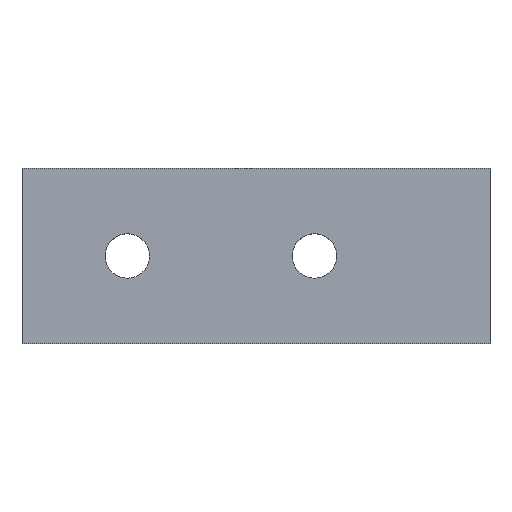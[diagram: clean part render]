
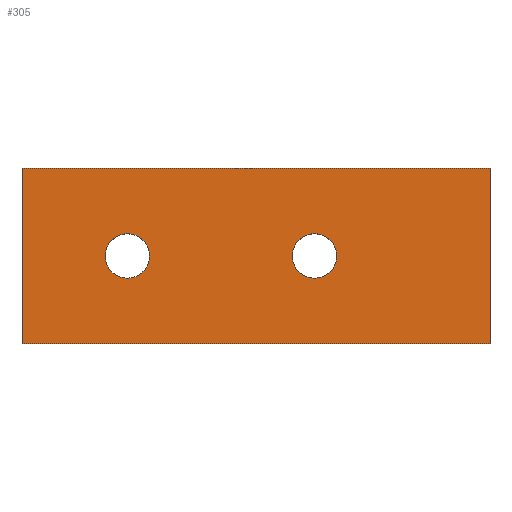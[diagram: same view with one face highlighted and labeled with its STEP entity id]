
A CAD part, top view. The second image highlights one B-rep face of the part: STEP entity #305.
In plain terms, the highlighted planar face has unit normal (0, 0, 1).
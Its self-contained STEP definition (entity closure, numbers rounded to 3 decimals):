
#4 = CARTESIAN_POINT ( 'NONE',  ( 100., -75., 0. ) ) ;
#7 = AXIS2_PLACEMENT_3D ( 'NONE', #472, #68, #73 ) ;
#18 = CARTESIAN_POINT ( 'NONE',  ( -100., -75., 0. ) ) ;
#24 = EDGE_CURVE ( 'NONE', #445, #424, #456, .T. ) ;
#31 = VERTEX_POINT ( 'NONE', #18 ) ;
#57 = DIRECTION ( 'NONE',  ( 1., 0., 0. ) ) ;
#68 = DIRECTION ( 'NONE',  ( 0., 0., 1. ) ) ;
#73 = DIRECTION ( 'NONE',  ( 0., -1., 0. ) ) ;
#78 = DIRECTION ( 'NONE',  ( 0., -1., 0. ) ) ;
#96 = AXIS2_PLACEMENT_3D ( 'NONE', #224, #528, #57 ) ;
#97 = VECTOR ( 'NONE', #441, 1000. ) ;
#106 = EDGE_CURVE ( 'NONE', #380, #537, #185, .T. ) ;
#110 = VERTEX_POINT ( 'NONE', #534 ) ;
#115 = PLANE ( 'NONE',  #7 ) ;
#120 = CARTESIAN_POINT ( 'NONE',  ( -100., -75., 0. ) ) ;
#126 = LINE ( 'NONE', #304, #97 ) ;
#132 = VERTEX_POINT ( 'NONE', #490 ) ;
#135 = DIRECTION ( 'NONE',  ( 1., 0., 0. ) ) ;
#141 = CARTESIAN_POINT ( 'NONE',  ( 15.5, -37.5, 0. ) ) ;
#146 = ORIENTED_EDGE ( 'NONE', *, *, #172, .F. ) ;
#152 = EDGE_LOOP ( 'NONE', ( #169, #191 ) ) ;
#156 = VECTOR ( 'NONE', #518, 1000. ) ;
#166 = VECTOR ( 'NONE', #480, 1000. ) ;
#169 = ORIENTED_EDGE ( 'NONE', *, *, #24, .F. ) ;
#172 = EDGE_CURVE ( 'NONE', #537, #380, #529, .T. ) ;
#173 = EDGE_LOOP ( 'NONE', ( #521, #508, #256, #462 ) ) ;
#176 = CIRCLE ( 'NONE', #495, 9.5 ) ;
#185 = CIRCLE ( 'NONE', #339, 9.5 ) ;
#191 = ORIENTED_EDGE ( 'NONE', *, *, #233, .F. ) ;
#216 = LINE ( 'NONE', #120, #156 ) ;
#224 = CARTESIAN_POINT ( 'NONE',  ( -55., -37.5, 0. ) ) ;
#233 = EDGE_CURVE ( 'NONE', #424, #445, #176, .T. ) ;
#236 = CARTESIAN_POINT ( 'NONE',  ( 25., -37.5, 0. ) ) ;
#255 = CARTESIAN_POINT ( 'NONE',  ( -100., 0., 0. ) ) ;
#256 = ORIENTED_EDGE ( 'NONE', *, *, #436, .T. ) ;
#261 = CARTESIAN_POINT ( 'NONE',  ( -100., 0., 0. ) ) ;
#264 = VECTOR ( 'NONE', #78, 1000. ) ;
#304 = CARTESIAN_POINT ( 'NONE',  ( 100., 0., 0. ) ) ;
#305 = ADVANCED_FACE ( 'NONE', ( #511, #375, #465 ), #115, .T. ) ;
#310 = CARTESIAN_POINT ( 'NONE',  ( -45.5, -37.5, 0. ) ) ;
#339 = AXIS2_PLACEMENT_3D ( 'NONE', #457, #525, #135 ) ;
#350 = LINE ( 'NONE', #255, #166 ) ;
#375 = FACE_BOUND ( 'NONE', #434, .T. ) ;
#377 = EDGE_CURVE ( 'NONE', #132, #429, #126, .T. ) ;
#380 = VERTEX_POINT ( 'NONE', #515 ) ;
#383 = EDGE_CURVE ( 'NONE', #31, #429, #216, .T. ) ;
#384 = DIRECTION ( 'NONE',  ( 0., 0., 1. ) ) ;
#411 = EDGE_CURVE ( 'NONE', #110, #132, #350, .T. ) ;
#418 = DIRECTION ( 'NONE',  ( 1., 0., 0. ) ) ;
#424 = VERTEX_POINT ( 'NONE', #433 ) ;
#429 = VERTEX_POINT ( 'NONE', #4 ) ;
#433 = CARTESIAN_POINT ( 'NONE',  ( -64.5, -37.5, 0. ) ) ;
#434 = EDGE_LOOP ( 'NONE', ( #524, #146 ) ) ;
#436 = EDGE_CURVE ( 'NONE', #110, #31, #512, .T. ) ;
#441 = DIRECTION ( 'NONE',  ( 0., -1., 0. ) ) ;
#445 = VERTEX_POINT ( 'NONE', #310 ) ;
#448 = AXIS2_PLACEMENT_3D ( 'NONE', #236, #526, #418 ) ;
#456 = CIRCLE ( 'NONE', #96, 9.5 ) ;
#457 = CARTESIAN_POINT ( 'NONE',  ( 25., -37.5, 0. ) ) ;
#462 = ORIENTED_EDGE ( 'NONE', *, *, #383, .T. ) ;
#463 = CARTESIAN_POINT ( 'NONE',  ( -55., -37.5, 0. ) ) ;
#465 = FACE_OUTER_BOUND ( 'NONE', #173, .T. ) ;
#472 = CARTESIAN_POINT ( 'NONE',  ( -100., 0., 0. ) ) ;
#480 = DIRECTION ( 'NONE',  ( 1., 0., 0. ) ) ;
#490 = CARTESIAN_POINT ( 'NONE',  ( 100., 0., 0. ) ) ;
#495 = AXIS2_PLACEMENT_3D ( 'NONE', #463, #384, #504 ) ;
#504 = DIRECTION ( 'NONE',  ( 1., 0., 0. ) ) ;
#508 = ORIENTED_EDGE ( 'NONE', *, *, #411, .F. ) ;
#511 = FACE_BOUND ( 'NONE', #152, .T. ) ;
#512 = LINE ( 'NONE', #261, #264 ) ;
#515 = CARTESIAN_POINT ( 'NONE',  ( 34.5, -37.5, 0. ) ) ;
#518 = DIRECTION ( 'NONE',  ( 1., 0., 0. ) ) ;
#521 = ORIENTED_EDGE ( 'NONE', *, *, #377, .F. ) ;
#524 = ORIENTED_EDGE ( 'NONE', *, *, #106, .F. ) ;
#525 = DIRECTION ( 'NONE',  ( 0., 0., 1. ) ) ;
#526 = DIRECTION ( 'NONE',  ( 0., 0., 1. ) ) ;
#528 = DIRECTION ( 'NONE',  ( 0., 0., 1. ) ) ;
#529 = CIRCLE ( 'NONE', #448, 9.5 ) ;
#534 = CARTESIAN_POINT ( 'NONE',  ( -100., 0., 0. ) ) ;
#537 = VERTEX_POINT ( 'NONE', #141 ) ;
